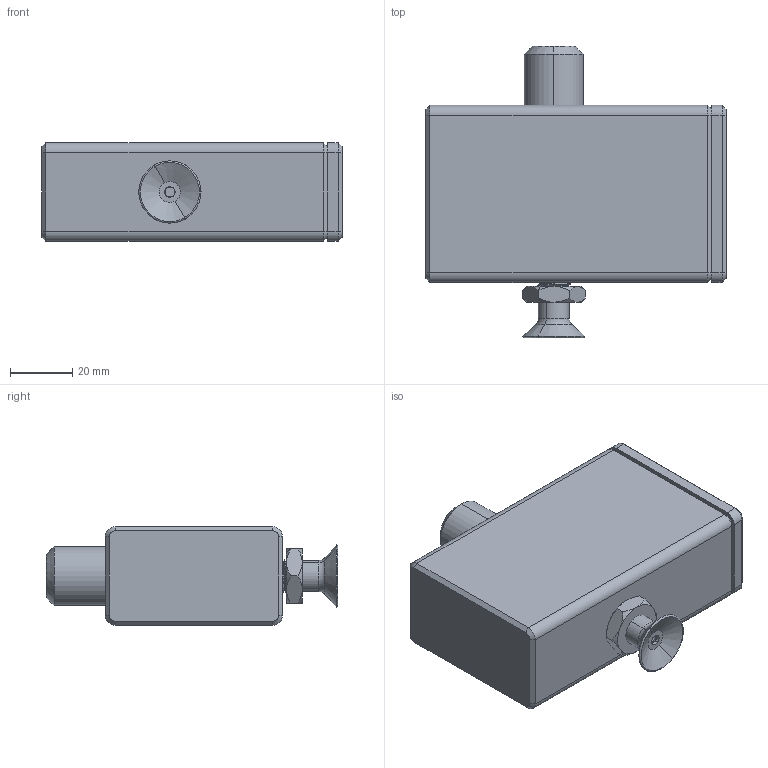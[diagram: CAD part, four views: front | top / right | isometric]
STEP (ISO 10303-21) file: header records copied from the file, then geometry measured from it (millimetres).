
FILE_DESCRIPTION (( 'STEP AP203' ), '1' );
FILE_NAME ('Gimbel Automation Vacuum Part Grabber.STEP', '2024-01-16T00:13:27', ( '' ), ( '' ), 'SwSTEP 2.0', 'SolidWorks 2021', '' );
FILE_SCHEMA (( 'CONFIG_CONTROL_DESIGN' ));
Length unit declared in the file: inch
Products named in the file (3): Gimbel Automation Vacuum Part Grabber; 5427A714 0.780in Vacuum Cup 1-8NPT_5427A714; Venturi Mockup Body
Assembly tree (2 placements, depth 2):
  Gimbel Automation Vacuum Part Grabber
    Venturi Mockup Body
    5427A714 0.780in Vacuum Cup 1-8NPT_5427A714
Bounding box: 96.84 x 93.98 x 31.75 mm (x, y, z)
Volume: 180031.1 mm3; surface area: 25271.8 mm2
Topology: 4 solids, 4 shells, 134 faces, 303 edges, 185 vertices
Faces by surface type: cone 56, plane 42, cylinder 28, torus 4, bspline 4
Entity records: 10726 total; most frequent: CARTESIAN_POINT 7487, ORIENTED_EDGE 606, DIRECTION 606, EDGE_CURVE 303, AXIS2_PLACEMENT_3D 241, VERTEX_POINT 185, EDGE_LOOP 148, ADVANCED_FACE 134
